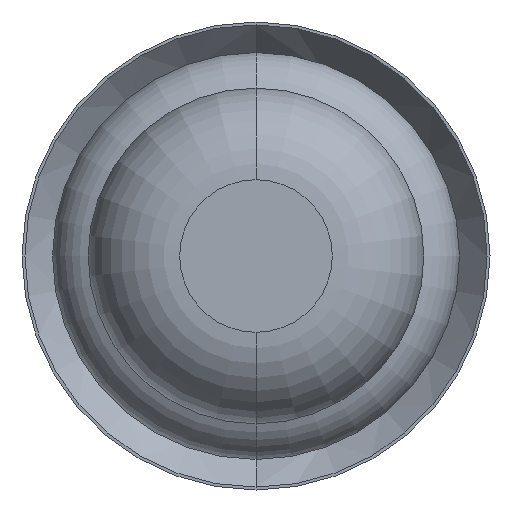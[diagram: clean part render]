
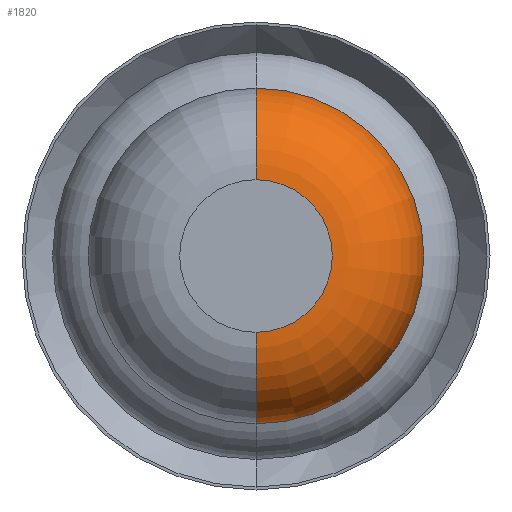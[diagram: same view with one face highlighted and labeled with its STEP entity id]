
A CAD part, front view. The second image highlights one B-rep face of the part: STEP entity #1820.
In plain terms, the highlighted toroidal (fillet/blend) face has major radius 0.375 mm and minor radius 0.45 mm.
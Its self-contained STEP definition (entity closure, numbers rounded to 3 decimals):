
#282 = CIRCLE ( 'NONE', #3145, 0.825 ) ;
#392 = AXIS2_PLACEMENT_3D ( 'NONE', #3397, #5269, #1252 ) ;
#603 = TOROIDAL_SURFACE ( 'NONE', #1753, 0.375, 0.45 ) ;
#618 = CIRCLE ( 'NONE', #1079, 0.45 ) ;
#758 = ORIENTED_EDGE ( 'NONE', *, *, #1547, .T. ) ;
#803 = EDGE_CURVE ( 'NONE', #5477, #4452, #618, .T. ) ;
#893 = CIRCLE ( 'NONE', #1932, 0.375 ) ;
#915 = EDGE_CURVE ( 'Defeature ausgef�hrt4_9+Defeature ausgef�hrt4_8+Defeature ausgef�hrt4_8+Defeature ausgef�hrt4_8', #1109, #4452, #282, .T. ) ;
#921 = DIRECTION ( 'NONE',  ( 1., 0., 0. ) ) ;
#1079 = AXIS2_PLACEMENT_3D ( 'NONE', #1839, #921, #3161 ) ;
#1109 = VERTEX_POINT ( 'NONE', #1113 ) ;
#1113 = CARTESIAN_POINT ( 'NONE',  ( 0., -28.55, 0.825 ) ) ;
#1252 = DIRECTION ( 'NONE',  ( 0., 0., 1. ) ) ;
#1253 = DIRECTION ( 'NONE',  ( 0., 0., 1. ) ) ;
#1281 = CIRCLE ( 'NONE', #392, 0.45 ) ;
#1547 = EDGE_CURVE ( 'Defeature ausgef�hrt4_8+Defeature ausgef�hrt4_7+Defeature ausgef�hrt4_7+Defeature ausgef�hrt4_7', #3493, #5477, #893, .T. ) ;
#1730 = DIRECTION ( 'NONE',  ( 0., 1., 0. ) ) ;
#1753 = AXIS2_PLACEMENT_3D ( 'NONE', #2299, #1887, #4512 ) ;
#1820 = ADVANCED_FACE ( 'Defeature ausgef�hrt4_8', ( #2147 ), #603, .T. ) ;
#1839 = CARTESIAN_POINT ( 'NONE',  ( 0., -28.55, -0.375 ) ) ;
#1887 = DIRECTION ( 'NONE',  ( 0., 1., 0. ) ) ;
#1931 = CARTESIAN_POINT ( 'NONE',  ( 0., -28.55, -0.825 ) ) ;
#1932 = AXIS2_PLACEMENT_3D ( 'NONE', #4386, #1730, #1253 ) ;
#2040 = DIRECTION ( 'NONE',  ( 0., 1., 0. ) ) ;
#2147 = FACE_OUTER_BOUND ( 'NONE', #4962, .T. ) ;
#2299 = CARTESIAN_POINT ( 'NONE',  ( 0., -28.55, 0. ) ) ;
#3145 = AXIS2_PLACEMENT_3D ( 'NONE', #4292, #2040, #4750 ) ;
#3161 = DIRECTION ( 'NONE',  ( 0., 0., -1. ) ) ;
#3176 = ORIENTED_EDGE ( 'NONE', *, *, #915, .F. ) ;
#3397 = CARTESIAN_POINT ( 'NONE',  ( 0., -28.55, 0.375 ) ) ;
#3493 = VERTEX_POINT ( 'NONE', #5112 ) ;
#4058 = EDGE_CURVE ( 'NONE', #3493, #1109, #1281, .T. ) ;
#4292 = CARTESIAN_POINT ( 'NONE',  ( 0., -28.55, 0. ) ) ;
#4350 = ORIENTED_EDGE ( 'NONE', *, *, #803, .T. ) ;
#4386 = CARTESIAN_POINT ( 'NONE',  ( 0., -29., 0. ) ) ;
#4437 = CARTESIAN_POINT ( 'NONE',  ( 0., -29., -0.375 ) ) ;
#4452 = VERTEX_POINT ( 'NONE', #1931 ) ;
#4512 = DIRECTION ( 'NONE',  ( 0., 0., 1. ) ) ;
#4750 = DIRECTION ( 'NONE',  ( 0., 0., 1. ) ) ;
#4962 = EDGE_LOOP ( 'NONE', ( #758, #4350, #3176, #5591 ) ) ;
#5112 = CARTESIAN_POINT ( 'NONE',  ( 0., -29., 0.375 ) ) ;
#5269 = DIRECTION ( 'NONE',  ( -1., 0., 0. ) ) ;
#5477 = VERTEX_POINT ( 'NONE', #4437 ) ;
#5591 = ORIENTED_EDGE ( 'NONE', *, *, #4058, .F. ) ;
